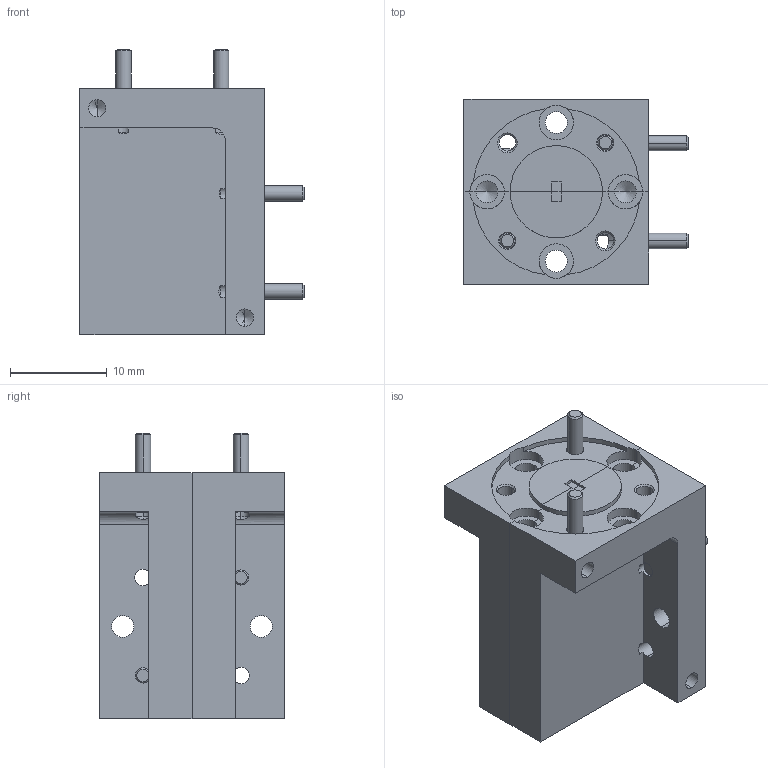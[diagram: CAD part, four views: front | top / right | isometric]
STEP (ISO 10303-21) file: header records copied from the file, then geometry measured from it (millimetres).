
FILE_DESCRIPTION (( 'STEP AP214' ), '1' );
FILE_NAME ('FP-FV2-A-M, Defeatured.STEP', '2024-06-17T16:59:55', ( '' ), ( '' ), 'SwSTEP 2.0', 'SolidWorks 2021', '' );
FILE_SCHEMA (( 'AUTOMOTIVE_DESIGN' ));
Length unit declared in the file: inch
Products named in the file (1): FP-FV2-A-M, Defeatured
Bounding box: 23.11 x 19.05 x 29.46 mm (x, y, z)
Volume: 5511.8 mm3; surface area: 4728.3 mm2
Topology: 12 solids, 12 shells, 366 faces, 874 edges, 530 vertices
Faces by surface type: plane 128, cone 124, cylinder 114
Entity records: 15563 total; most frequent: CARTESIAN_POINT 2089, DIRECTION 1890, ORIENTED_EDGE 1716, EDGE_CURVE 858, AXIS2_PLACEMENT_3D 723, VERTEX_POINT 530, LINE 444, VECTOR 444
